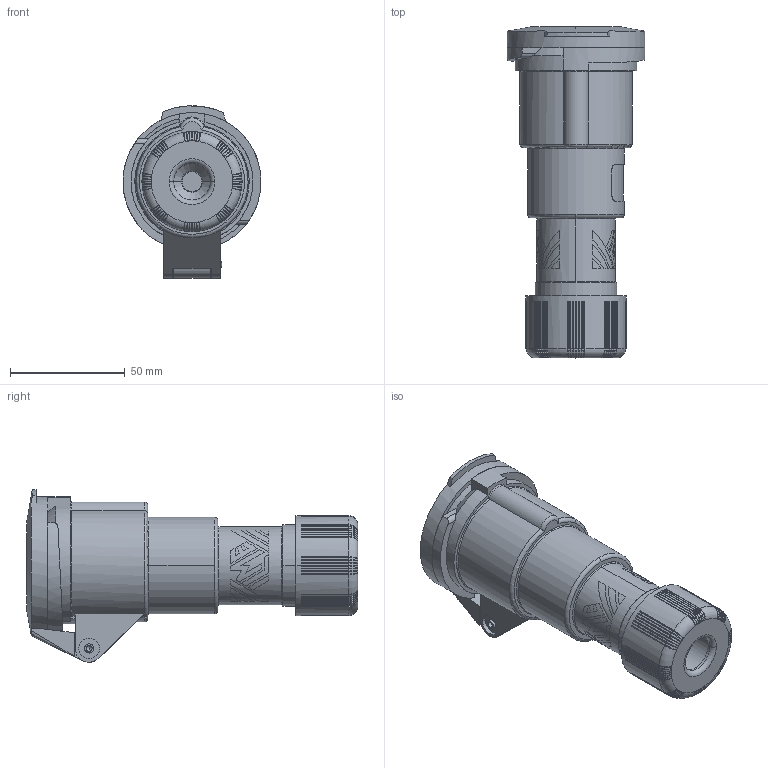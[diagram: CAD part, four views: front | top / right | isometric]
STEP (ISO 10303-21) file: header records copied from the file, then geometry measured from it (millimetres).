
FILE_DESCRIPTION(('Creo Elements/Direct Modeling STEP Export'),'2;1');
FILE_NAME('PE_1663_PV.stp','2012-09-12T 8:13:20',(''),(''),'Creo Elements/Direct Modeling STEP processor for AP214 (Solid Model)','Creo Elements/Direct Modeling 18.0B 02-Dec-2011 (C) Parametric Technology GmbH','');
FILE_SCHEMA(('AUTOMOTIVE_DESIGN { 1 0 10303 214 1 1 1 1 }'));
Length unit declared in the file: millimetre
Products named in the file (3): COPERCHIETTO1663PV; CUSTODIA1663PV; PE_1663_PV
Assembly tree (2 placements, depth 2):
  PE_1663_PV
    CUSTODIA1663PV
    COPERCHIETTO1663PV
Bounding box: 60 x 144.33 x 74.99 mm (x, y, z)
Volume: 141721.8 mm3; surface area: 67009.4 mm2
Topology: 2 solids, 2 shells, 686 faces, 1892 edges, 1134 vertices
Faces by surface type: plane 287, cylinder 165, revolution 112, torus 80, cone 30, bspline 10, sphere 2
Entity records: 44348 total; most frequent: CARTESIAN_POINT 23256, ORIENTED_EDGE 3552, DIRECTION 2726, EDGE_CURVE 1776, VERTEX_POINT 1134, AXIS2_PLACEMENT_3D 971, EDGE_LOOP 740, COLOUR_RGB 688
